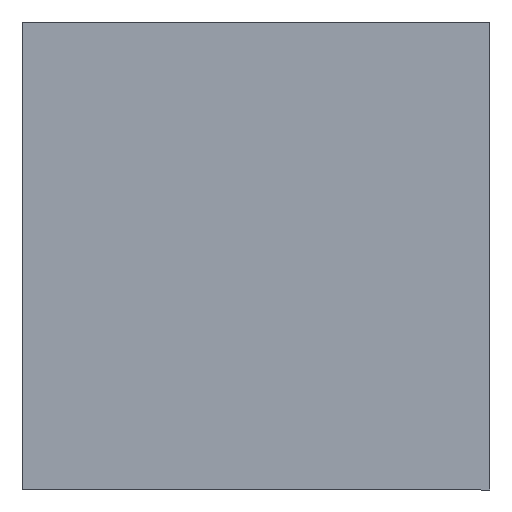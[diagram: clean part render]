
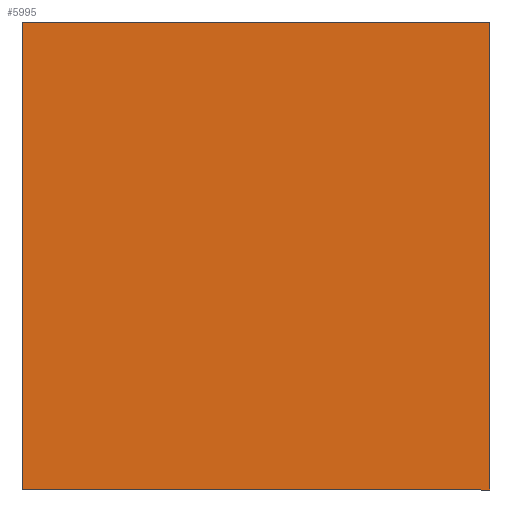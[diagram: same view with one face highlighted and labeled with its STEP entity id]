
A CAD part, front view. The second image highlights one B-rep face of the part: STEP entity #5995.
In plain terms, the highlighted face is planar.
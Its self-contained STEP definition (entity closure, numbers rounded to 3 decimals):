
#1580=ORIENTED_EDGE('',*,*,#2281,.F.);
#1581=ORIENTED_EDGE('',*,*,#2297,.F.);
#1582=ORIENTED_EDGE('',*,*,#2290,.F.);
#1583=ORIENTED_EDGE('',*,*,#2296,.F.);
#2281=EDGE_CURVE('',#2767,#2768,#3387,.T.);
#2290=EDGE_CURVE('',#2771,#2772,#3396,.T.);
#2296=EDGE_CURVE('',#2768,#2771,#3402,.T.);
#2297=EDGE_CURVE('',#2772,#2767,#3403,.T.);
#2767=VERTEX_POINT('',#9104);
#2768=VERTEX_POINT('',#9106);
#2771=VERTEX_POINT('',#9118);
#2772=VERTEX_POINT('',#9120);
#3387=LINE('',#9105,#4017);
#3396=LINE('',#9119,#4026);
#3402=LINE('',#9129,#4032);
#3403=LINE('',#9131,#4033);
#4017=VECTOR('',#7655,1000.);
#4026=VECTOR('',#7666,1000.);
#4032=VECTOR('',#7676,1000.);
#4033=VECTOR('',#7679,1000.);
#4297=EDGE_LOOP('',(#1580,#1581,#1582,#1583));
#4561=FACE_BOUND('',#4297,.T.);
#4776=PLANE('',#6364);
#5995=ADVANCED_FACE('',(#4561),#4776,.F.);
#6364=AXIS2_PLACEMENT_3D('',#9132,#7680,#7681);
#7655=DIRECTION('',(0.,1.,0.));
#7666=DIRECTION('',(0.,-1.,0.));
#7676=DIRECTION('',(1.,0.,0.));
#7679=DIRECTION('',(-1.,0.,0.));
#7680=DIRECTION('',(0.,0.,-1.));
#7681=DIRECTION('',(-1.,0.,0.));
#9104=CARTESIAN_POINT('',(-1.787,-1.727,0.6));
#9105=CARTESIAN_POINT('',(-1.787,-1.727,0.6));
#9106=CARTESIAN_POINT('',(-1.787,1.273,0.6));
#9118=CARTESIAN_POINT('',(1.213,1.273,0.6));
#9119=CARTESIAN_POINT('',(1.213,1.273,0.6));
#9120=CARTESIAN_POINT('',(1.213,-1.727,0.6));
#9129=CARTESIAN_POINT('',(-1.787,1.273,0.6));
#9131=CARTESIAN_POINT('',(1.213,-1.727,0.6));
#9132=CARTESIAN_POINT('',(-1.787,1.273,0.6));
